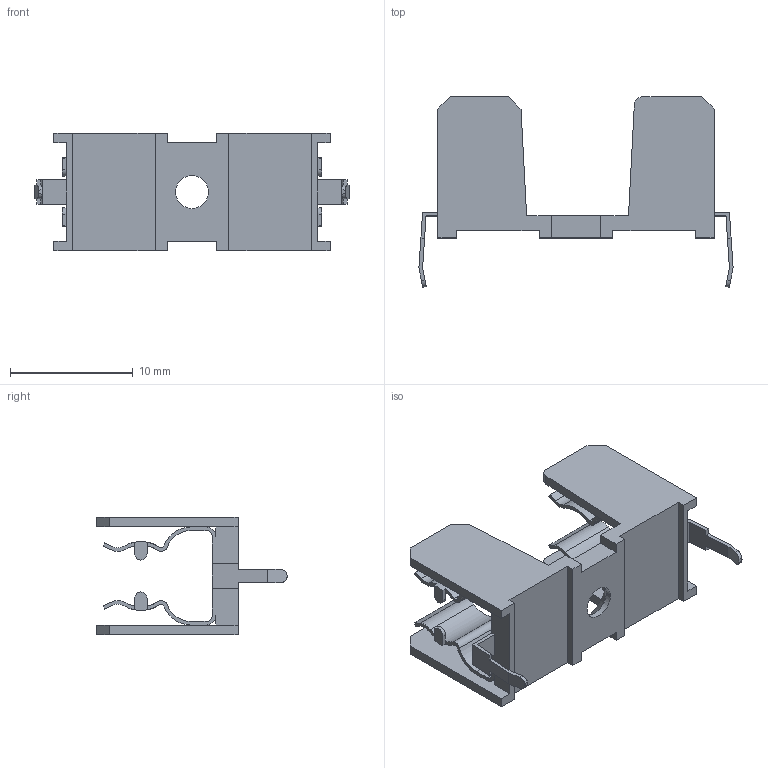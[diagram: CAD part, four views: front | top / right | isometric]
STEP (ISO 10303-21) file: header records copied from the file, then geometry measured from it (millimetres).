
FILE_DESCRIPTION((''),'1');
FILE_NAME('4','2001-05-15T',('jlue'),(''),'PRO/ENGINEER BY PARAMETRIC TECHNOLOGY CORPORATION, 9846','PRO/ENGINEER BY PARAMETRIC TECHNOLOGY CORPORATION, 9846','');
FILE_SCHEMA(('CONFIG_CONTROL_DESIGN'));
Length unit declared in the file: millimetre
Products named in the file (1): 4
Bounding box: 25.6 x 15.5 x 9.6 mm (x, y, z)
Surface area: 1582.1 mm2 (no closed solid volume)
Topology: 0 solids, 0 shells, 162 faces, 965 edges, 966 vertices
Faces by surface type: plane 108, cylinder 52, cone 2
Entity records: 4749 total; most frequent: COMPOSITE_CURVE_SEGMENT 964, DIRECTION 915, CARTESIAN_POINT 739, TRIMMED_CURVE 473, VECTOR 355, LINE 355, AXIS2_PLACEMENT_3D 280, CURVE_BOUNDED_SURFACE 162
